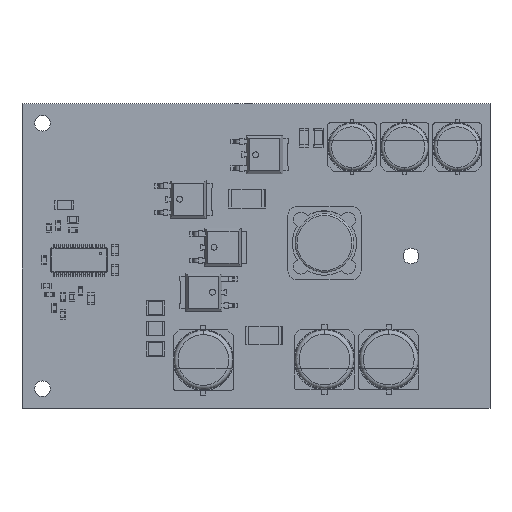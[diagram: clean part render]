
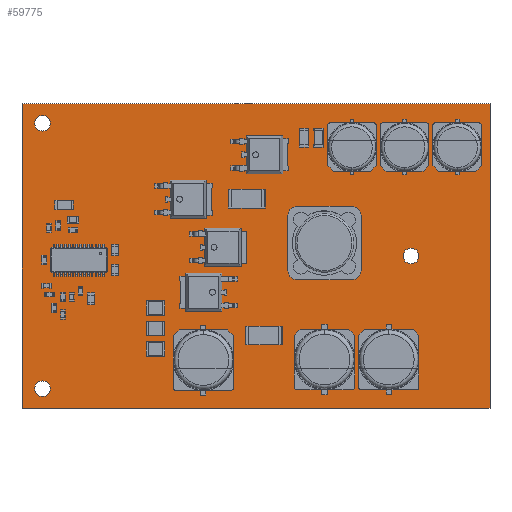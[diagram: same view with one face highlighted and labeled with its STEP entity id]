
A CAD part, top view. The second image highlights one B-rep face of the part: STEP entity #59775.
In plain terms, the highlighted planar face has unit normal (0, 0, 1).
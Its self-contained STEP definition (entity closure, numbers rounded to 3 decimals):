
#59367 = VERTEX_POINT('',#59368);
#59368 = CARTESIAN_POINT('',(210.,-94.,1.6));
#59375 = PLANE('',#59376);
#59376 = AXIS2_PLACEMENT_3D('',#59377,#59378,#59379);
#59377 = CARTESIAN_POINT('',(210.,-94.,0.));
#59378 = DIRECTION('',(0.,-1.,0.));
#59379 = DIRECTION('',(-1.,0.,0.));
#59387 = PLANE('',#59388);
#59388 = AXIS2_PLACEMENT_3D('',#59389,#59390,#59391);
#59389 = CARTESIAN_POINT('',(210.,-146.,0.));
#59390 = DIRECTION('',(-1.,0.,0.));
#59391 = DIRECTION('',(0.,1.,0.));
#59399 = EDGE_CURVE('',#59367,#59400,#59402,.T.);
#59400 = VERTEX_POINT('',#59401);
#59401 = CARTESIAN_POINT('',(130.,-94.,1.6));
#59402 = SURFACE_CURVE('',#59403,(#59407,#59414),.PCURVE_S1.);
#59403 = LINE('',#59404,#59405);
#59404 = CARTESIAN_POINT('',(210.,-94.,1.6));
#59405 = VECTOR('',#59406,1.);
#59406 = DIRECTION('',(-1.,0.,0.));
#59407 = PCURVE('',#59375,#59408);
#59408 = DEFINITIONAL_REPRESENTATION('',(#59409),#59413);
#59409 = LINE('',#59410,#59411);
#59410 = CARTESIAN_POINT('',(0.,-1.6));
#59411 = VECTOR('',#59412,1.);
#59412 = DIRECTION('',(1.,0.));
#59413 = ( GEOMETRIC_REPRESENTATION_CONTEXT(2) 
PARAMETRIC_REPRESENTATION_CONTEXT() REPRESENTATION_CONTEXT('2D SPACE',''
  ) );
#59414 = PCURVE('',#59415,#59420);
#59415 = PLANE('',#59416);
#59416 = AXIS2_PLACEMENT_3D('',#59417,#59418,#59419);
#59417 = CARTESIAN_POINT('',(170.,-120.,1.6));
#59418 = DIRECTION('',(0.,0.,1.));
#59419 = DIRECTION('',(1.,0.,0.));
#59420 = DEFINITIONAL_REPRESENTATION('',(#59421),#59425);
#59421 = LINE('',#59422,#59423);
#59422 = CARTESIAN_POINT('',(40.,26.));
#59423 = VECTOR('',#59424,1.);
#59424 = DIRECTION('',(-1.,0.));
#59425 = ( GEOMETRIC_REPRESENTATION_CONTEXT(2) 
PARAMETRIC_REPRESENTATION_CONTEXT() REPRESENTATION_CONTEXT('2D SPACE',''
  ) );
#59443 = PLANE('',#59444);
#59444 = AXIS2_PLACEMENT_3D('',#59445,#59446,#59447);
#59445 = CARTESIAN_POINT('',(130.,-94.,0.));
#59446 = DIRECTION('',(1.,0.,0.));
#59447 = DIRECTION('',(0.,-1.,0.));
#59487 = VERTEX_POINT('',#59488);
#59488 = CARTESIAN_POINT('',(210.,-146.,1.6));
#59502 = PLANE('',#59503);
#59503 = AXIS2_PLACEMENT_3D('',#59504,#59505,#59506);
#59504 = CARTESIAN_POINT('',(200.,-146.,0.));
#59505 = DIRECTION('',(0.,1.,0.));
#59506 = DIRECTION('',(1.,0.,0.));
#59514 = EDGE_CURVE('',#59487,#59367,#59515,.T.);
#59515 = SURFACE_CURVE('',#59516,(#59520,#59527),.PCURVE_S1.);
#59516 = LINE('',#59517,#59518);
#59517 = CARTESIAN_POINT('',(210.,-146.,1.6));
#59518 = VECTOR('',#59519,1.);
#59519 = DIRECTION('',(0.,1.,0.));
#59520 = PCURVE('',#59387,#59521);
#59521 = DEFINITIONAL_REPRESENTATION('',(#59522),#59526);
#59522 = LINE('',#59523,#59524);
#59523 = CARTESIAN_POINT('',(0.,-1.6));
#59524 = VECTOR('',#59525,1.);
#59525 = DIRECTION('',(1.,0.));
#59526 = ( GEOMETRIC_REPRESENTATION_CONTEXT(2) 
PARAMETRIC_REPRESENTATION_CONTEXT() REPRESENTATION_CONTEXT('2D SPACE',''
  ) );
#59527 = PCURVE('',#59415,#59528);
#59528 = DEFINITIONAL_REPRESENTATION('',(#59529),#59533);
#59529 = LINE('',#59530,#59531);
#59530 = CARTESIAN_POINT('',(40.,-26.));
#59531 = VECTOR('',#59532,1.);
#59532 = DIRECTION('',(0.,1.));
#59533 = ( GEOMETRIC_REPRESENTATION_CONTEXT(2) 
PARAMETRIC_REPRESENTATION_CONTEXT() REPRESENTATION_CONTEXT('2D SPACE',''
  ) );
#59561 = EDGE_CURVE('',#59400,#59562,#59564,.T.);
#59562 = VERTEX_POINT('',#59563);
#59563 = CARTESIAN_POINT('',(130.,-146.,1.6));
#59564 = SURFACE_CURVE('',#59565,(#59569,#59576),.PCURVE_S1.);
#59565 = LINE('',#59566,#59567);
#59566 = CARTESIAN_POINT('',(130.,-94.,1.6));
#59567 = VECTOR('',#59568,1.);
#59568 = DIRECTION('',(0.,-1.,0.));
#59569 = PCURVE('',#59443,#59570);
#59570 = DEFINITIONAL_REPRESENTATION('',(#59571),#59575);
#59571 = LINE('',#59572,#59573);
#59572 = CARTESIAN_POINT('',(0.,-1.6));
#59573 = VECTOR('',#59574,1.);
#59574 = DIRECTION('',(1.,0.));
#59575 = ( GEOMETRIC_REPRESENTATION_CONTEXT(2) 
PARAMETRIC_REPRESENTATION_CONTEXT() REPRESENTATION_CONTEXT('2D SPACE',''
  ) );
#59576 = PCURVE('',#59415,#59577);
#59577 = DEFINITIONAL_REPRESENTATION('',(#59578),#59582);
#59578 = LINE('',#59579,#59580);
#59579 = CARTESIAN_POINT('',(-40.,26.));
#59580 = VECTOR('',#59581,1.);
#59581 = DIRECTION('',(0.,-1.));
#59582 = ( GEOMETRIC_REPRESENTATION_CONTEXT(2) 
PARAMETRIC_REPRESENTATION_CONTEXT() REPRESENTATION_CONTEXT('2D SPACE',''
  ) );
#59600 = PLANE('',#59601);
#59601 = AXIS2_PLACEMENT_3D('',#59602,#59603,#59604);
#59602 = CARTESIAN_POINT('',(130.,-146.,0.));
#59603 = DIRECTION('',(0.,1.,0.));
#59604 = DIRECTION('',(1.,0.,0.));
#59702 = CYLINDRICAL_SURFACE('',#59703,1.35);
#59703 = AXIS2_PLACEMENT_3D('',#59704,#59705,#59706);
#59704 = CARTESIAN_POINT('',(133.5,-97.3,-0.8));
#59705 = DIRECTION('',(0.,0.,1.));
#59706 = DIRECTION('',(1.,0.,0.));
#59733 = CYLINDRICAL_SURFACE('',#59734,1.35);
#59734 = AXIS2_PLACEMENT_3D('',#59735,#59736,#59737);
#59735 = CARTESIAN_POINT('',(196.5,-120.,-0.8));
#59736 = DIRECTION('',(0.,0.,1.));
#59737 = DIRECTION('',(1.,0.,0.));
#59764 = CYLINDRICAL_SURFACE('',#59765,1.35);
#59765 = AXIS2_PLACEMENT_3D('',#59766,#59767,#59768);
#59766 = CARTESIAN_POINT('',(133.5,-142.7,-0.8));
#59767 = DIRECTION('',(0.,0.,1.));
#59768 = DIRECTION('',(1.,0.,0.));
#59775 = ADVANCED_FACE('',(#59776,#59825,#59851,#59877),#59415,.T.);
#59776 = FACE_BOUND('',#59777,.T.);
#59777 = EDGE_LOOP('',(#59778,#59779,#59780,#59803,#59824));
#59778 = ORIENTED_EDGE('',*,*,#59399,.T.);
#59779 = ORIENTED_EDGE('',*,*,#59561,.T.);
#59780 = ORIENTED_EDGE('',*,*,#59781,.T.);
#59781 = EDGE_CURVE('',#59562,#59782,#59784,.T.);
#59782 = VERTEX_POINT('',#59783);
#59783 = CARTESIAN_POINT('',(200.,-146.,1.6));
#59784 = SURFACE_CURVE('',#59785,(#59789,#59796),.PCURVE_S1.);
#59785 = LINE('',#59786,#59787);
#59786 = CARTESIAN_POINT('',(130.,-146.,1.6));
#59787 = VECTOR('',#59788,1.);
#59788 = DIRECTION('',(1.,0.,0.));
#59789 = PCURVE('',#59415,#59790);
#59790 = DEFINITIONAL_REPRESENTATION('',(#59791),#59795);
#59791 = LINE('',#59792,#59793);
#59792 = CARTESIAN_POINT('',(-40.,-26.));
#59793 = VECTOR('',#59794,1.);
#59794 = DIRECTION('',(1.,0.));
#59795 = ( GEOMETRIC_REPRESENTATION_CONTEXT(2) 
PARAMETRIC_REPRESENTATION_CONTEXT() REPRESENTATION_CONTEXT('2D SPACE',''
  ) );
#59796 = PCURVE('',#59600,#59797);
#59797 = DEFINITIONAL_REPRESENTATION('',(#59798),#59802);
#59798 = LINE('',#59799,#59800);
#59799 = CARTESIAN_POINT('',(0.,-1.6));
#59800 = VECTOR('',#59801,1.);
#59801 = DIRECTION('',(1.,0.));
#59802 = ( GEOMETRIC_REPRESENTATION_CONTEXT(2) 
PARAMETRIC_REPRESENTATION_CONTEXT() REPRESENTATION_CONTEXT('2D SPACE',''
  ) );
#59803 = ORIENTED_EDGE('',*,*,#59804,.T.);
#59804 = EDGE_CURVE('',#59782,#59487,#59805,.T.);
#59805 = SURFACE_CURVE('',#59806,(#59810,#59817),.PCURVE_S1.);
#59806 = LINE('',#59807,#59808);
#59807 = CARTESIAN_POINT('',(200.,-146.,1.6));
#59808 = VECTOR('',#59809,1.);
#59809 = DIRECTION('',(1.,0.,0.));
#59810 = PCURVE('',#59415,#59811);
#59811 = DEFINITIONAL_REPRESENTATION('',(#59812),#59816);
#59812 = LINE('',#59813,#59814);
#59813 = CARTESIAN_POINT('',(30.,-26.));
#59814 = VECTOR('',#59815,1.);
#59815 = DIRECTION('',(1.,0.));
#59816 = ( GEOMETRIC_REPRESENTATION_CONTEXT(2) 
PARAMETRIC_REPRESENTATION_CONTEXT() REPRESENTATION_CONTEXT('2D SPACE',''
  ) );
#59817 = PCURVE('',#59502,#59818);
#59818 = DEFINITIONAL_REPRESENTATION('',(#59819),#59823);
#59819 = LINE('',#59820,#59821);
#59820 = CARTESIAN_POINT('',(0.,-1.6));
#59821 = VECTOR('',#59822,1.);
#59822 = DIRECTION('',(1.,0.));
#59823 = ( GEOMETRIC_REPRESENTATION_CONTEXT(2) 
PARAMETRIC_REPRESENTATION_CONTEXT() REPRESENTATION_CONTEXT('2D SPACE',''
  ) );
#59824 = ORIENTED_EDGE('',*,*,#59514,.T.);
#59825 = FACE_BOUND('',#59826,.T.);
#59826 = EDGE_LOOP('',(#59827));
#59827 = ORIENTED_EDGE('',*,*,#59828,.F.);
#59828 = EDGE_CURVE('',#59829,#59829,#59831,.T.);
#59829 = VERTEX_POINT('',#59830);
#59830 = CARTESIAN_POINT('',(134.85,-97.3,1.6));
#59831 = SURFACE_CURVE('',#59832,(#59837,#59844),.PCURVE_S1.);
#59832 = CIRCLE('',#59833,1.35);
#59833 = AXIS2_PLACEMENT_3D('',#59834,#59835,#59836);
#59834 = CARTESIAN_POINT('',(133.5,-97.3,1.6));
#59835 = DIRECTION('',(0.,0.,1.));
#59836 = DIRECTION('',(1.,0.,0.));
#59837 = PCURVE('',#59415,#59838);
#59838 = DEFINITIONAL_REPRESENTATION('',(#59839),#59843);
#59839 = CIRCLE('',#59840,1.35);
#59840 = AXIS2_PLACEMENT_2D('',#59841,#59842);
#59841 = CARTESIAN_POINT('',(-36.5,22.7));
#59842 = DIRECTION('',(1.,0.));
#59843 = ( GEOMETRIC_REPRESENTATION_CONTEXT(2) 
PARAMETRIC_REPRESENTATION_CONTEXT() REPRESENTATION_CONTEXT('2D SPACE',''
  ) );
#59844 = PCURVE('',#59702,#59845);
#59845 = DEFINITIONAL_REPRESENTATION('',(#59846),#59850);
#59846 = LINE('',#59847,#59848);
#59847 = CARTESIAN_POINT('',(0.,2.4));
#59848 = VECTOR('',#59849,1.);
#59849 = DIRECTION('',(1.,0.));
#59850 = ( GEOMETRIC_REPRESENTATION_CONTEXT(2) 
PARAMETRIC_REPRESENTATION_CONTEXT() REPRESENTATION_CONTEXT('2D SPACE',''
  ) );
#59851 = FACE_BOUND('',#59852,.T.);
#59852 = EDGE_LOOP('',(#59853));
#59853 = ORIENTED_EDGE('',*,*,#59854,.F.);
#59854 = EDGE_CURVE('',#59855,#59855,#59857,.T.);
#59855 = VERTEX_POINT('',#59856);
#59856 = CARTESIAN_POINT('',(197.85,-120.,1.6));
#59857 = SURFACE_CURVE('',#59858,(#59863,#59870),.PCURVE_S1.);
#59858 = CIRCLE('',#59859,1.35);
#59859 = AXIS2_PLACEMENT_3D('',#59860,#59861,#59862);
#59860 = CARTESIAN_POINT('',(196.5,-120.,1.6));
#59861 = DIRECTION('',(0.,0.,1.));
#59862 = DIRECTION('',(1.,0.,0.));
#59863 = PCURVE('',#59415,#59864);
#59864 = DEFINITIONAL_REPRESENTATION('',(#59865),#59869);
#59865 = CIRCLE('',#59866,1.35);
#59866 = AXIS2_PLACEMENT_2D('',#59867,#59868);
#59867 = CARTESIAN_POINT('',(26.5,0.));
#59868 = DIRECTION('',(1.,0.));
#59869 = ( GEOMETRIC_REPRESENTATION_CONTEXT(2) 
PARAMETRIC_REPRESENTATION_CONTEXT() REPRESENTATION_CONTEXT('2D SPACE',''
  ) );
#59870 = PCURVE('',#59733,#59871);
#59871 = DEFINITIONAL_REPRESENTATION('',(#59872),#59876);
#59872 = LINE('',#59873,#59874);
#59873 = CARTESIAN_POINT('',(0.,2.4));
#59874 = VECTOR('',#59875,1.);
#59875 = DIRECTION('',(1.,0.));
#59876 = ( GEOMETRIC_REPRESENTATION_CONTEXT(2) 
PARAMETRIC_REPRESENTATION_CONTEXT() REPRESENTATION_CONTEXT('2D SPACE',''
  ) );
#59877 = FACE_BOUND('',#59878,.T.);
#59878 = EDGE_LOOP('',(#59879));
#59879 = ORIENTED_EDGE('',*,*,#59880,.F.);
#59880 = EDGE_CURVE('',#59881,#59881,#59883,.T.);
#59881 = VERTEX_POINT('',#59882);
#59882 = CARTESIAN_POINT('',(134.85,-142.7,1.6));
#59883 = SURFACE_CURVE('',#59884,(#59889,#59896),.PCURVE_S1.);
#59884 = CIRCLE('',#59885,1.35);
#59885 = AXIS2_PLACEMENT_3D('',#59886,#59887,#59888);
#59886 = CARTESIAN_POINT('',(133.5,-142.7,1.6));
#59887 = DIRECTION('',(0.,0.,1.));
#59888 = DIRECTION('',(1.,0.,0.));
#59889 = PCURVE('',#59415,#59890);
#59890 = DEFINITIONAL_REPRESENTATION('',(#59891),#59895);
#59891 = CIRCLE('',#59892,1.35);
#59892 = AXIS2_PLACEMENT_2D('',#59893,#59894);
#59893 = CARTESIAN_POINT('',(-36.5,-22.7));
#59894 = DIRECTION('',(1.,0.));
#59895 = ( GEOMETRIC_REPRESENTATION_CONTEXT(2) 
PARAMETRIC_REPRESENTATION_CONTEXT() REPRESENTATION_CONTEXT('2D SPACE',''
  ) );
#59896 = PCURVE('',#59764,#59897);
#59897 = DEFINITIONAL_REPRESENTATION('',(#59898),#59902);
#59898 = LINE('',#59899,#59900);
#59899 = CARTESIAN_POINT('',(0.,2.4));
#59900 = VECTOR('',#59901,1.);
#59901 = DIRECTION('',(1.,0.));
#59902 = ( GEOMETRIC_REPRESENTATION_CONTEXT(2) 
PARAMETRIC_REPRESENTATION_CONTEXT() REPRESENTATION_CONTEXT('2D SPACE',''
  ) );
